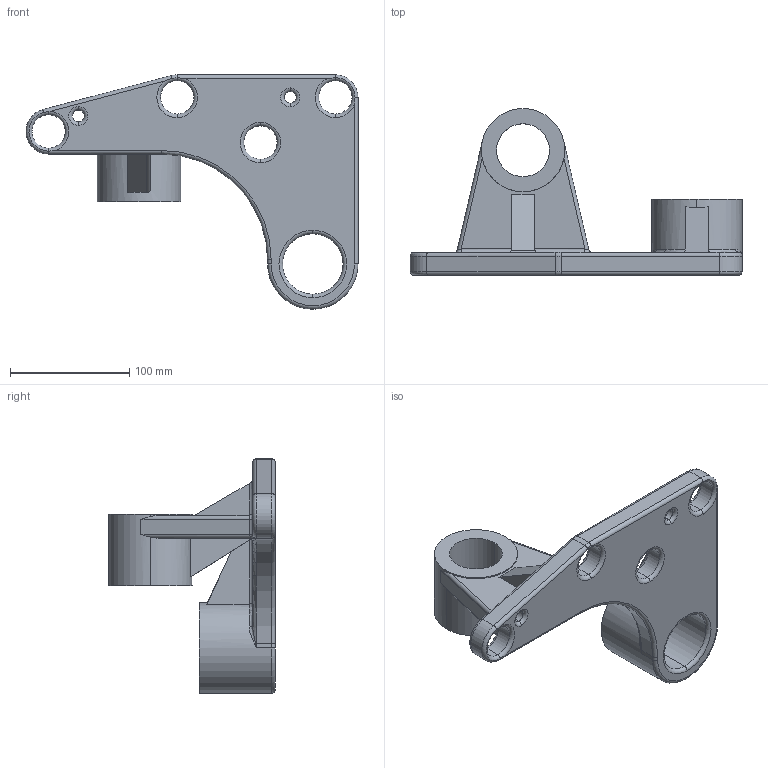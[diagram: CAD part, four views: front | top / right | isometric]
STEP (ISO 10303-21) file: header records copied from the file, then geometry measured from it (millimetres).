
FILE_DESCRIPTION (( 'STEP AP214' ), '1' );
FILE_NAME ('Part48.STEP', '2025-03-03T13:00:18', ( '' ), ( '' ), 'SwSTEP 2.0', 'SolidWorks 2024', '' );
FILE_SCHEMA (( 'AUTOMOTIVE_DESIGN' ));
Length unit declared in the file: millimetre
Products named in the file (1): Part48
Bounding box: 278.98 x 140 x 197 mm (x, y, z)
Volume: 848967.9 mm3; surface area: 127997.5 mm2
Topology: 1 solids, 1 shells, 118 faces, 301 edges, 176 vertices
Faces by surface type: cylinder 51, torus 38, plane 22, bspline 7
Entity records: 4006 total; most frequent: CARTESIAN_POINT 1175, DIRECTION 614, ORIENTED_EDGE 596, EDGE_CURVE 298, AXIS2_PLACEMENT_3D 257, VERTEX_POINT 176, CIRCLE 145, EDGE_LOOP 128
